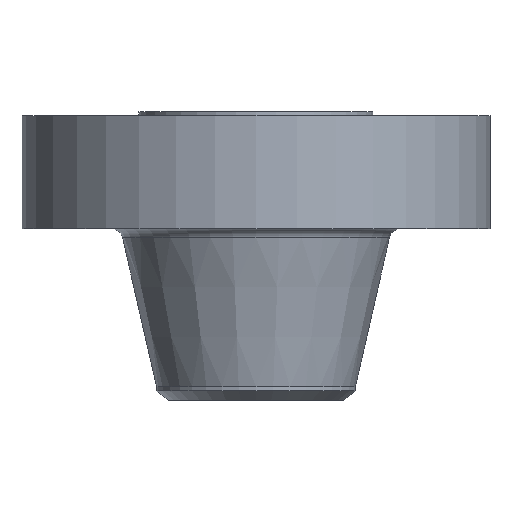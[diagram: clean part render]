
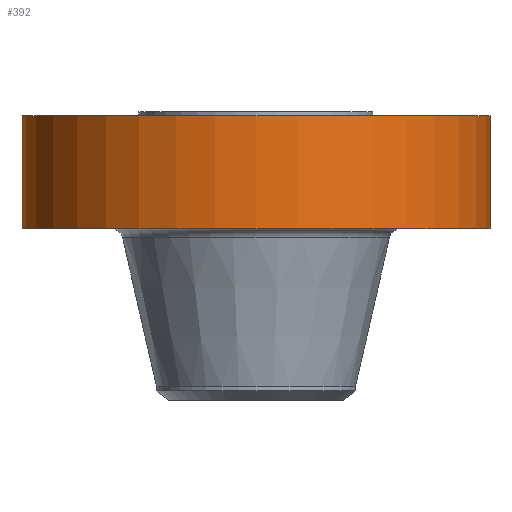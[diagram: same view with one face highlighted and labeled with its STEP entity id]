
A CAD part, front view. The second image highlights one B-rep face of the part: STEP entity #392.
In plain terms, the highlighted cylindrical face has radius 381 mm (diameter 762 mm), a partial arc.
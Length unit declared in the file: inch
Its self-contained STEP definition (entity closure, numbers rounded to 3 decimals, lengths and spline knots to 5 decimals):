
#40 = AXIS2_PLACEMENT_3D ( 'NONE', #613, #383, #1068 ) ;
#136 = VECTOR ( 'NONE', #359, 39.37008 ) ;
#174 = CIRCLE ( 'NONE', #1021, 15. ) ;
#213 = CARTESIAN_POINT ( 'NONE',  ( 15., 0., -0.25 ) ) ;
#233 = VERTEX_POINT ( 'NONE', #420 ) ;
#336 = CIRCLE ( 'NONE', #40, 15. ) ;
#346 = EDGE_LOOP ( 'NONE', ( #728, #813, #1268, #1346 ) ) ;
#347 = EDGE_CURVE ( 'NONE', #233, #875, #336, .T. ) ;
#359 = DIRECTION ( 'NONE',  ( 0., 0., 1. ) ) ;
#383 = DIRECTION ( 'NONE',  ( 0., 0., 1. ) ) ;
#392 = ADVANCED_FACE ( 'NONE', ( #1079 ), #1420, .T. ) ;
#420 = CARTESIAN_POINT ( 'NONE',  ( -15., 0., -0.25 ) ) ;
#427 = AXIS2_PLACEMENT_3D ( 'NONE', #517, #1299, #1075 ) ;
#517 = CARTESIAN_POINT ( 'NONE',  ( 0., 0., 0. ) ) ;
#583 = CARTESIAN_POINT ( 'NONE',  ( 0., 0., -7.5 ) ) ;
#587 = CARTESIAN_POINT ( 'NONE',  ( -15., 0., 0. ) ) ;
#613 = CARTESIAN_POINT ( 'NONE',  ( 0., 0., -0.25 ) ) ;
#615 = EDGE_CURVE ( 'NONE', #1416, #875, #1201, .T. ) ;
#711 = CARTESIAN_POINT ( 'NONE',  ( 15., 0., -7.5 ) ) ;
#728 = ORIENTED_EDGE ( 'NONE', *, *, #1296, .F. ) ;
#746 = EDGE_CURVE ( 'NONE', #1227, #1416, #174, .T. ) ;
#813 = ORIENTED_EDGE ( 'NONE', *, *, #746, .T. ) ;
#875 = VERTEX_POINT ( 'NONE', #213 ) ;
#1006 = DIRECTION ( 'NONE',  ( 1., 0., 0. ) ) ;
#1021 = AXIS2_PLACEMENT_3D ( 'NONE', #583, #1148, #1006 ) ;
#1028 = CARTESIAN_POINT ( 'NONE',  ( -15., 0., -7.5 ) ) ;
#1068 = DIRECTION ( 'NONE',  ( 1., 0., 0. ) ) ;
#1075 = DIRECTION ( 'NONE',  ( 1., 0., 0. ) ) ;
#1079 = FACE_OUTER_BOUND ( 'NONE', #346, .T. ) ;
#1148 = DIRECTION ( 'NONE',  ( 0., 0., 1. ) ) ;
#1201 = LINE ( 'NONE', #1316, #1234 ) ;
#1222 = LINE ( 'NONE', #587, #136 ) ;
#1227 = VERTEX_POINT ( 'NONE', #1028 ) ;
#1234 = VECTOR ( 'NONE', #1306, 39.37008 ) ;
#1268 = ORIENTED_EDGE ( 'NONE', *, *, #615, .T. ) ;
#1296 = EDGE_CURVE ( 'NONE', #1227, #233, #1222, .T. ) ;
#1299 = DIRECTION ( 'NONE',  ( 0., 0., 1. ) ) ;
#1306 = DIRECTION ( 'NONE',  ( 0., 0., 1. ) ) ;
#1316 = CARTESIAN_POINT ( 'NONE',  ( 15., 0., 0. ) ) ;
#1346 = ORIENTED_EDGE ( 'NONE', *, *, #347, .F. ) ;
#1416 = VERTEX_POINT ( 'NONE', #711 ) ;
#1420 = CYLINDRICAL_SURFACE ( 'NONE', #427, 15. ) ;
